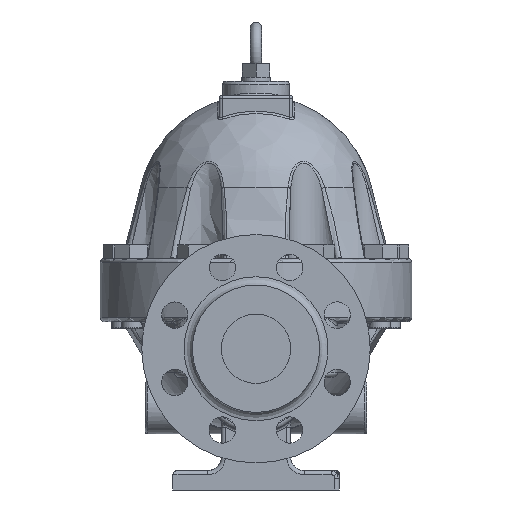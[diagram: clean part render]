
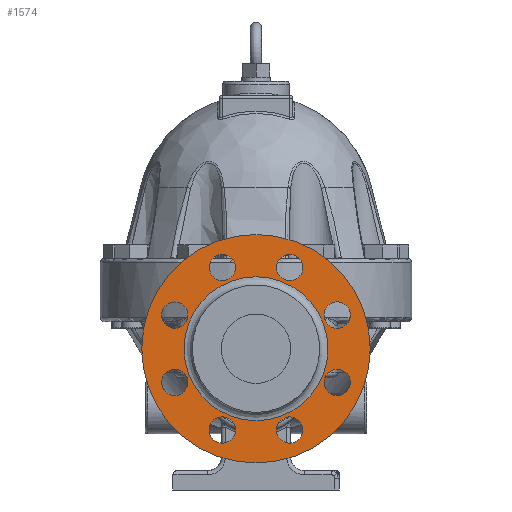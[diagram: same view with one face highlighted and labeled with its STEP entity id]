
A CAD part, front view. The second image highlights one B-rep face of the part: STEP entity #1574.
In plain terms, the highlighted planar face has unit normal (0, -1, 0).
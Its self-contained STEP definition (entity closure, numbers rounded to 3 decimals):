
#1424=CARTESIAN_POINT('',(51.95,-285.6,-42.));
#1425=VERTEX_POINT('',#1424);
#1426=CARTESIAN_POINT('',(0.0,-285.6,-42.0));
#1427=DIRECTION('',(0.0,-1.0,0.0));
#1428=DIRECTION('',(-1.0,0.0,0.0));
#1429=AXIS2_PLACEMENT_3D('',#1426,#1427,#1428);
#1430=CIRCLE('',#1429,51.95);
#1431=EDGE_CURVE('',#1425,#1425,#1430,.T.);
#1467=CARTESIAN_POINT('',(0.0,-285.6,-42.0));
#1468=DIRECTION('',(0.0,1.0,0.0));
#1469=DIRECTION('',(0.0,0.0,1.0));
#1470=AXIS2_PLACEMENT_3D('',#1467,#1468,#1469);
#1471=PLANE('',#1470);
#1472=CARTESIAN_POINT('',(82.5,-285.6,-42.));
#1473=VERTEX_POINT('',#1472);
#1474=CARTESIAN_POINT('',(0.0,-285.6,-42.0));
#1475=DIRECTION('',(0.0,1.0,0.0));
#1476=DIRECTION('',(-1.0,0.0,0.0));
#1477=AXIS2_PLACEMENT_3D('',#1474,#1475,#1476);
#1478=CIRCLE('',#1477,82.5);
#1479=EDGE_CURVE('',#1473,#1473,#1478,.T.);
#1480=ORIENTED_EDGE('',*,*,#1479,.F.);
#1481=EDGE_LOOP('',(#1480));
#1482=FACE_OUTER_BOUND('',#1481,.T.);
#1483=CARTESIAN_POINT('',(33.8,-285.6,16.666));
#1484=VERTEX_POINT('',#1483);
#1485=CARTESIAN_POINT('',(24.3,-285.6,16.666));
#1486=DIRECTION('',(0.0,1.0,0.0));
#1487=DIRECTION('',(-1.0,0.0,0.0));
#1488=AXIS2_PLACEMENT_3D('',#1485,#1486,#1487);
#1489=CIRCLE('',#1488,9.5);
#1490=EDGE_CURVE('',#1484,#1484,#1489,.T.);
#1491=ORIENTED_EDGE('',*,*,#1490,.T.);
#1492=EDGE_LOOP('',(#1491));
#1493=FACE_BOUND('',#1492,.T.);
#1494=CARTESIAN_POINT('',(65.384,-285.6,-24.417));
#1495=VERTEX_POINT('',#1494);
#1496=CARTESIAN_POINT('',(58.666,-285.6,-17.7));
#1497=DIRECTION('',(0.0,1.,0.0));
#1498=DIRECTION('',(-0.707,0.0,0.707));
#1499=AXIS2_PLACEMENT_3D('',#1496,#1497,#1498);
#1500=CIRCLE('',#1499,9.5);
#1501=EDGE_CURVE('',#1495,#1495,#1500,.T.);
#1502=ORIENTED_EDGE('',*,*,#1501,.T.);
#1503=EDGE_LOOP('',(#1502));
#1504=FACE_BOUND('',#1503,.T.);
#1505=CARTESIAN_POINT('',(58.666,-285.6,-75.8));
#1506=VERTEX_POINT('',#1505);
#1507=CARTESIAN_POINT('',(58.666,-285.6,-66.3));
#1508=DIRECTION('',(0.0,1.0,0.0));
#1509=DIRECTION('',(0.0,0.0,1.0));
#1510=AXIS2_PLACEMENT_3D('',#1507,#1508,#1509);
#1511=CIRCLE('',#1510,9.5);
#1512=EDGE_CURVE('',#1506,#1506,#1511,.T.);
#1513=ORIENTED_EDGE('',*,*,#1512,.T.);
#1514=EDGE_LOOP('',(#1513));
#1515=FACE_BOUND('',#1514,.T.);
#1516=CARTESIAN_POINT('',(17.583,-285.6,-107.384));
#1517=VERTEX_POINT('',#1516);
#1518=CARTESIAN_POINT('',(24.3,-285.6,-100.666));
#1519=DIRECTION('',(0.0,1.,0.0));
#1520=DIRECTION('',(0.707,0.0,0.707));
#1521=AXIS2_PLACEMENT_3D('',#1518,#1519,#1520);
#1522=CIRCLE('',#1521,9.5);
#1523=EDGE_CURVE('',#1517,#1517,#1522,.T.);
#1524=ORIENTED_EDGE('',*,*,#1523,.T.);
#1525=EDGE_LOOP('',(#1524));
#1526=FACE_BOUND('',#1525,.T.);
#1527=CARTESIAN_POINT('',(-33.8,-285.6,-100.666));
#1528=VERTEX_POINT('',#1527);
#1529=CARTESIAN_POINT('',(-24.3,-285.6,-100.666));
#1530=DIRECTION('',(0.0,1.0,0.0));
#1531=DIRECTION('',(1.0,0.0,0.0));
#1532=AXIS2_PLACEMENT_3D('',#1529,#1530,#1531);
#1533=CIRCLE('',#1532,9.5);
#1534=EDGE_CURVE('',#1528,#1528,#1533,.T.);
#1535=ORIENTED_EDGE('',*,*,#1534,.T.);
#1536=EDGE_LOOP('',(#1535));
#1537=FACE_BOUND('',#1536,.T.);
#1538=CARTESIAN_POINT('',(-65.384,-285.6,-59.583));
#1539=VERTEX_POINT('',#1538);
#1540=CARTESIAN_POINT('',(-58.666,-285.6,-66.3));
#1541=DIRECTION('',(0.0,1.0,0.0));
#1542=DIRECTION('',(0.707,0.0,-0.707));
#1543=AXIS2_PLACEMENT_3D('',#1540,#1541,#1542);
#1544=CIRCLE('',#1543,9.5);
#1545=EDGE_CURVE('',#1539,#1539,#1544,.T.);
#1546=ORIENTED_EDGE('',*,*,#1545,.T.);
#1547=EDGE_LOOP('',(#1546));
#1548=FACE_BOUND('',#1547,.T.);
#1549=CARTESIAN_POINT('',(-58.666,-285.6,-8.2));
#1550=VERTEX_POINT('',#1549);
#1551=CARTESIAN_POINT('',(-58.666,-285.6,-17.7));
#1552=DIRECTION('',(0.0,1.0,0.0));
#1553=DIRECTION('',(0.0,0.0,-1.0));
#1554=AXIS2_PLACEMENT_3D('',#1551,#1552,#1553);
#1555=CIRCLE('',#1554,9.5);
#1556=EDGE_CURVE('',#1550,#1550,#1555,.T.);
#1557=ORIENTED_EDGE('',*,*,#1556,.T.);
#1558=EDGE_LOOP('',(#1557));
#1559=FACE_BOUND('',#1558,.T.);
#1560=CARTESIAN_POINT('',(-17.583,-285.6,23.384));
#1561=VERTEX_POINT('',#1560);
#1562=CARTESIAN_POINT('',(-24.3,-285.6,16.666));
#1563=DIRECTION('',(0.0,1.0,0.0));
#1564=DIRECTION('',(-0.707,0.0,-0.707));
#1565=AXIS2_PLACEMENT_3D('',#1562,#1563,#1564);
#1566=CIRCLE('',#1565,9.5);
#1567=EDGE_CURVE('',#1561,#1561,#1566,.T.);
#1568=ORIENTED_EDGE('',*,*,#1567,.T.);
#1569=EDGE_LOOP('',(#1568));
#1570=FACE_BOUND('',#1569,.T.);
#1571=ORIENTED_EDGE('',*,*,#1431,.F.);
#1572=EDGE_LOOP('',(#1571));
#1573=FACE_BOUND('',#1572,.T.);
#1574=ADVANCED_FACE('',(#1482,#1493,#1504,#1515,#1526,#1537,#1548,#1559,#1570,#1573),#1471,.F.);
